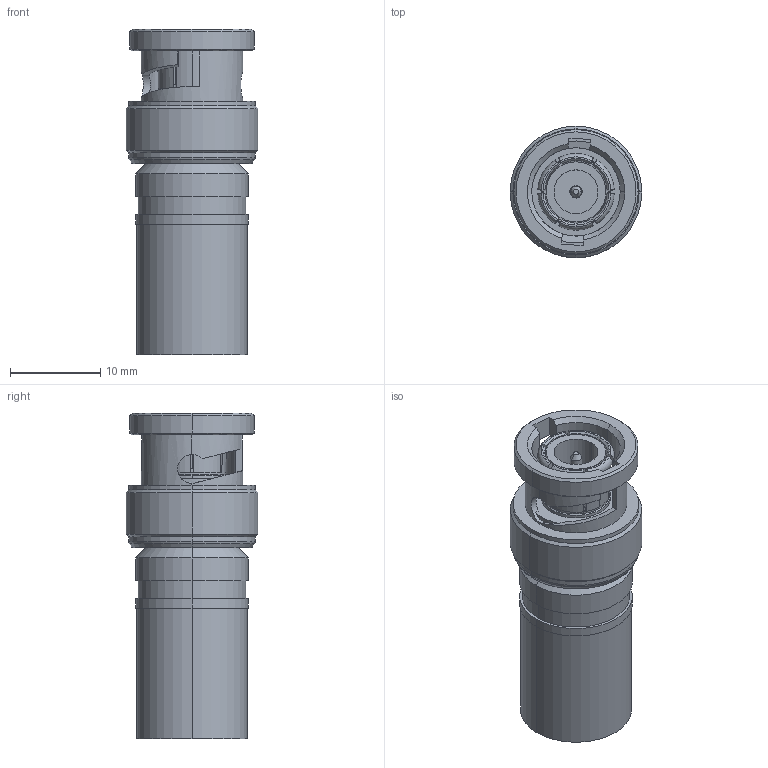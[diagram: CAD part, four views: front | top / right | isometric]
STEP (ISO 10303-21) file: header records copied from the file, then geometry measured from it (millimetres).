
FILE_DESCRIPTION (( 'STEP AP214' ), '1' );
FILE_NAME ('J01000A0061.STEP', '2012-02-24T11:05:25', ( 'markiewicz' ), ( '' ), 'SwSTEP 2.0', 'SolidWorks 2011', '' );
FILE_SCHEMA (( 'AUTOMOTIVE_DESIGN' ));
Length unit declared in the file: millimetre
Products named in the file (1): J01000A0061
Bounding box: 14.6 x 14.6 x 36.1 mm (x, y, z)
Volume: 3240.3 mm3; surface area: 3148 mm2
Topology: 1 solids, 1 shells, 171 faces, 429 edges, 270 vertices
Faces by surface type: cylinder 67, plane 62, cone 34, torus 8
Entity records: 7028 total; most frequent: CARTESIAN_POINT 1271, ORIENTED_EDGE 858, DIRECTION 849, EDGE_CURVE 429, AXIS2_PLACEMENT_3D 324, VERTEX_POINT 270, VECTOR 201, LINE 201
